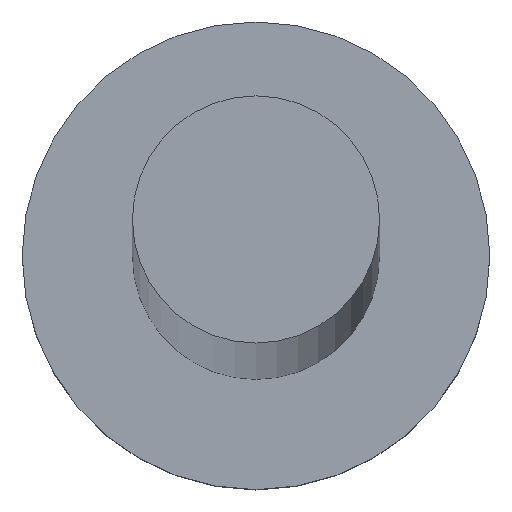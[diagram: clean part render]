
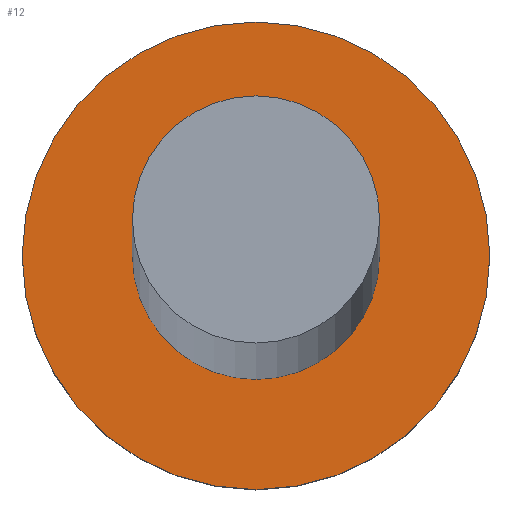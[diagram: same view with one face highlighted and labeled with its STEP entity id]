
A CAD part, top view. The second image highlights one B-rep face of the part: STEP entity #12.
In plain terms, the highlighted planar face has unit normal (0, 0, 1).
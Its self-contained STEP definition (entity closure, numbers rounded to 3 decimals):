
#7 = AXIS2_PLACEMENT_3D ( 'NONE', #210, #159, #41 ) ;
#12 = ADVANCED_FACE ( 'NONE', ( #39, #133 ), #172, .T. ) ;
#17 = EDGE_LOOP ( 'NONE', ( #166, #248 ) ) ;
#29 = DIRECTION ( 'NONE',  ( 1., 0., 0. ) ) ;
#32 = AXIS2_PLACEMENT_3D ( 'NONE', #56, #192, #229 ) ;
#33 = EDGE_LOOP ( 'NONE', ( #118, #170 ) ) ;
#39 = FACE_BOUND ( 'NONE', #17, .T. ) ;
#40 = CARTESIAN_POINT ( 'NONE',  ( -1.85, 0., 3. ) ) ;
#41 = DIRECTION ( 'NONE',  ( 1., 0., 0. ) ) ;
#52 = AXIS2_PLACEMENT_3D ( 'NONE', #63, #72, #29 ) ;
#56 = CARTESIAN_POINT ( 'NONE',  ( 0., 0., 3. ) ) ;
#63 = CARTESIAN_POINT ( 'NONE',  ( 0., 0., 3. ) ) ;
#66 = CARTESIAN_POINT ( 'NONE',  ( -3.5, 0., 3. ) ) ;
#72 = DIRECTION ( 'NONE',  ( 0., 0., 1. ) ) ;
#78 = DIRECTION ( 'NONE',  ( 1., 0., 0. ) ) ;
#90 = DIRECTION ( 'NONE',  ( 0., 0., 1. ) ) ;
#91 = CARTESIAN_POINT ( 'NONE',  ( 0., 0., 3. ) ) ;
#112 = CIRCLE ( 'NONE', #7, 3.5 ) ;
#118 = ORIENTED_EDGE ( 'NONE', *, *, #249, .T. ) ;
#128 = CARTESIAN_POINT ( 'NONE',  ( 3.5, 0., 3. ) ) ;
#130 = EDGE_CURVE ( 'NONE', #240, #137, #253, .T. ) ;
#133 = FACE_OUTER_BOUND ( 'NONE', #33, .T. ) ;
#134 = CARTESIAN_POINT ( 'NONE',  ( 0., 0., 3. ) ) ;
#137 = VERTEX_POINT ( 'NONE', #40 ) ;
#144 = AXIS2_PLACEMENT_3D ( 'NONE', #91, #252, #78 ) ;
#145 = EDGE_CURVE ( 'NONE', #137, #240, #165, .T. ) ;
#159 = DIRECTION ( 'NONE',  ( 0., 0., 1. ) ) ;
#165 = CIRCLE ( 'NONE', #214, 1.85 ) ;
#166 = ORIENTED_EDGE ( 'NONE', *, *, #145, .F. ) ;
#170 = ORIENTED_EDGE ( 'NONE', *, *, #202, .T. ) ;
#172 = PLANE ( 'NONE',  #144 ) ;
#192 = DIRECTION ( 'NONE',  ( 0., 0., 1. ) ) ;
#195 = CARTESIAN_POINT ( 'NONE',  ( 1.85, 0., 3. ) ) ;
#196 = VERTEX_POINT ( 'NONE', #128 ) ;
#201 = DIRECTION ( 'NONE',  ( 1., 0., 0. ) ) ;
#202 = EDGE_CURVE ( 'NONE', #196, #234, #112, .T. ) ;
#210 = CARTESIAN_POINT ( 'NONE',  ( 0., 0., 3. ) ) ;
#214 = AXIS2_PLACEMENT_3D ( 'NONE', #134, #90, #201 ) ;
#218 = CIRCLE ( 'NONE', #52, 3.5 ) ;
#229 = DIRECTION ( 'NONE',  ( 1., 0., 0. ) ) ;
#234 = VERTEX_POINT ( 'NONE', #66 ) ;
#240 = VERTEX_POINT ( 'NONE', #195 ) ;
#248 = ORIENTED_EDGE ( 'NONE', *, *, #130, .F. ) ;
#249 = EDGE_CURVE ( 'NONE', #234, #196, #218, .T. ) ;
#252 = DIRECTION ( 'NONE',  ( 0., 0., 1. ) ) ;
#253 = CIRCLE ( 'NONE', #32, 1.85 ) ;
